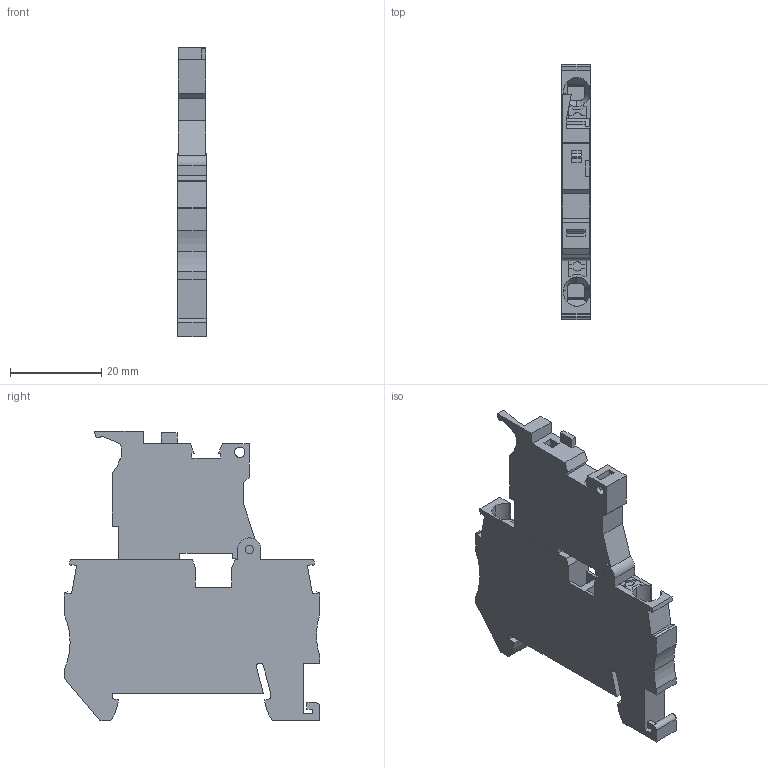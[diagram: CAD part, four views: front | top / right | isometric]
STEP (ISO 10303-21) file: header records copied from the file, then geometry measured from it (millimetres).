
FILE_DESCRIPTION(('STEP AP214'),'1');
FILE_NAME('cctmp_9AE45F92-1DDD-4F1A-8B36-A03BA667F517_2023_07_24_09_04_40_0612..stp','2023-07-24T07:04:41',('SIEMENS A&D'),('CADClick - www.CADClick.com'),'Spatial InterOp 3D postprocessed',' ','unknown authorization');
FILE_SCHEMA(('AUTOMOTIVE_DESIGN'));
Length unit declared in the file: millimetre
Products named in the file (1): 2023_07_24_09_04_40_0602
Bounding box: 6.15 x 55.9 x 63.39 mm (x, y, z)
Volume: 12808.1 mm3; surface area: 7995 mm2
Topology: 1 solids, 1 shells, 224 faces, 656 edges, 435 vertices
Faces by surface type: plane 177, cylinder 39, cone 4, torus 2, bspline 2
Entity records: 9467 total; most frequent: CARTESIAN_POINT 2764, ORIENTED_EDGE 1312, DIRECTION 1169, EDGE_CURVE 656, LINE 541, VECTOR 541, VERTEX_POINT 435, AXIS2_PLACEMENT_3D 314
